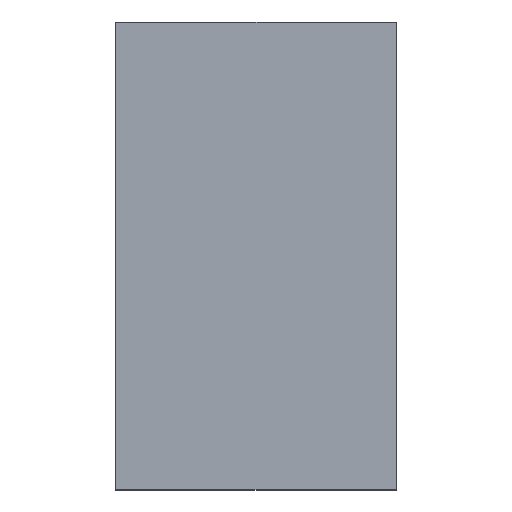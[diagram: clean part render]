
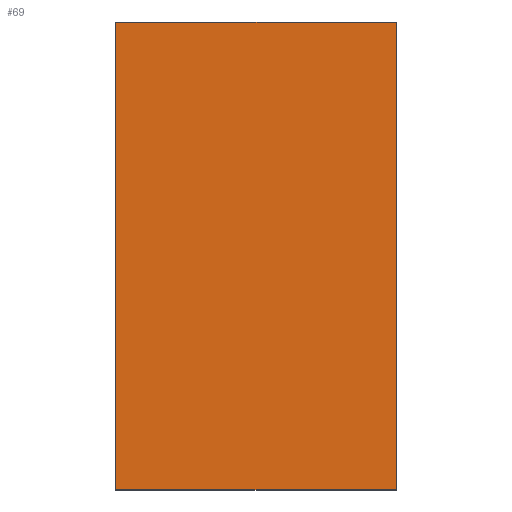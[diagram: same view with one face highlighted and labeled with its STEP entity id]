
A CAD part, top view. The second image highlights one B-rep face of the part: STEP entity #69.
In plain terms, the highlighted planar face has unit normal (0, 0, 1).
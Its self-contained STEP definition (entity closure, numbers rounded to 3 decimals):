
#6 = EDGE_CURVE ( 'NONE', #215, #73, #147, .T. ) ;
#18 = VECTOR ( 'NONE', #66, 1000. ) ;
#25 = EDGE_CURVE ( 'NONE', #67, #101, #207, .T. ) ;
#30 = VECTOR ( 'NONE', #47, 1000. ) ;
#32 = DIRECTION ( 'NONE',  ( 0., 1., 0. ) ) ;
#35 = EDGE_CURVE ( 'NONE', #101, #215, #105, .T. ) ;
#37 = PLANE ( 'NONE',  #124 ) ;
#38 = CARTESIAN_POINT ( 'NONE',  ( 9., -15., 2. ) ) ;
#44 = EDGE_CURVE ( 'NONE', #73, #67, #149, .T. ) ;
#45 = CARTESIAN_POINT ( 'NONE',  ( -9., -15., 2. ) ) ;
#47 = DIRECTION ( 'NONE',  ( 1., 0., 0. ) ) ;
#56 = VECTOR ( 'NONE', #32, 1000. ) ;
#58 = DIRECTION ( 'NONE',  ( 0., 0., 1. ) ) ;
#63 = CARTESIAN_POINT ( 'NONE',  ( 9., 15., 2. ) ) ;
#65 = ORIENTED_EDGE ( 'NONE', *, *, #44, .T. ) ;
#66 = DIRECTION ( 'NONE',  ( -1., 0., 0. ) ) ;
#67 = VERTEX_POINT ( 'NONE', #45 ) ;
#69 = ADVANCED_FACE ( 'NONE', ( #209 ), #37, .T. ) ;
#72 = ORIENTED_EDGE ( 'NONE', *, *, #35, .T. ) ;
#73 = VERTEX_POINT ( 'NONE', #109 ) ;
#79 = EDGE_LOOP ( 'NONE', ( #72, #154, #65, #234 ) ) ;
#83 = CARTESIAN_POINT ( 'NONE',  ( -9., -15., 2. ) ) ;
#101 = VERTEX_POINT ( 'NONE', #38 ) ;
#105 = LINE ( 'NONE', #119, #56 ) ;
#109 = CARTESIAN_POINT ( 'NONE',  ( -9., 15., 2. ) ) ;
#119 = CARTESIAN_POINT ( 'NONE',  ( 9., 15., 2. ) ) ;
#124 = AXIS2_PLACEMENT_3D ( 'NONE', #162, #58, #183 ) ;
#147 = LINE ( 'NONE', #176, #18 ) ;
#149 = LINE ( 'NONE', #152, #201 ) ;
#152 = CARTESIAN_POINT ( 'NONE',  ( -9., 15., 2. ) ) ;
#154 = ORIENTED_EDGE ( 'NONE', *, *, #6, .T. ) ;
#162 = CARTESIAN_POINT ( 'NONE',  ( 9., -15., 2. ) ) ;
#171 = DIRECTION ( 'NONE',  ( 0., -1., 0. ) ) ;
#176 = CARTESIAN_POINT ( 'NONE',  ( -9., 15., 2. ) ) ;
#183 = DIRECTION ( 'NONE',  ( 1., 0., 0. ) ) ;
#201 = VECTOR ( 'NONE', #171, 1000. ) ;
#207 = LINE ( 'NONE', #83, #30 ) ;
#209 = FACE_OUTER_BOUND ( 'NONE', #79, .T. ) ;
#215 = VERTEX_POINT ( 'NONE', #63 ) ;
#234 = ORIENTED_EDGE ( 'NONE', *, *, #25, .T. ) ;
